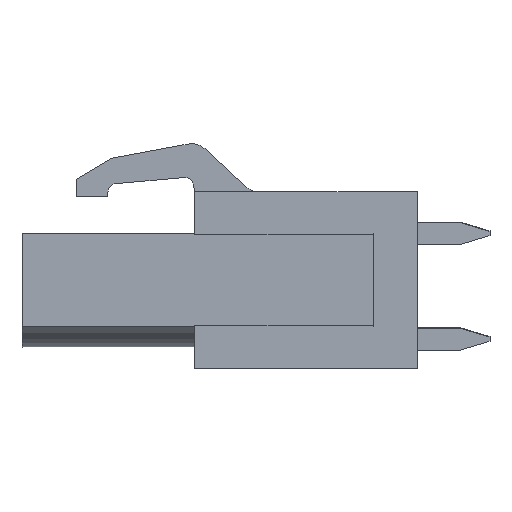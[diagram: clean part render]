
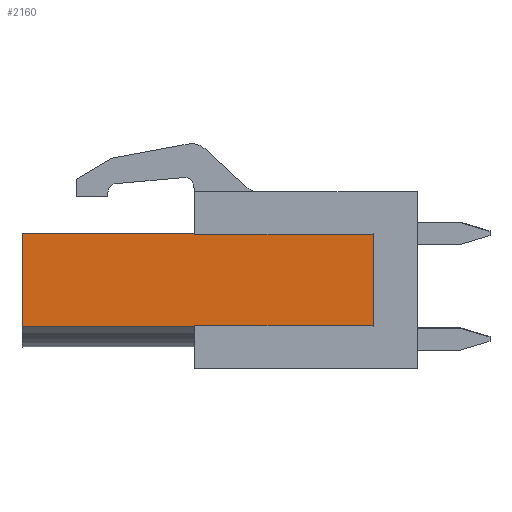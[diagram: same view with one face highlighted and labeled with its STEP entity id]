
A CAD part, front view. The second image highlights one B-rep face of the part: STEP entity #2160.
In plain terms, the highlighted planar face has unit normal (0, -1, 0).
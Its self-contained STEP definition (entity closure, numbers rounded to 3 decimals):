
#2160 = ADVANCED_FACE( '', ( #4446 ), #4447, .F. );
#4446 = FACE_OUTER_BOUND( '', #8311, .T. );
#4447 = PLANE( '', #8312 );
#8311 = EDGE_LOOP( '', ( #14322, #14323, #14324, #14325, #14326, #14327, #14328, #14329 ) );
#8312 = AXIS2_PLACEMENT_3D( '', #14330, #14331, #14332 );
#14322 = ORIENTED_EDGE( '', *, *, #16918, .F. );
#14323 = ORIENTED_EDGE( '', *, *, #17375, .T. );
#14324 = ORIENTED_EDGE( '', *, *, #15631, .F. );
#14325 = ORIENTED_EDGE( '', *, *, #16326, .F. );
#14326 = ORIENTED_EDGE( '', *, *, #16178, .T. );
#14327 = ORIENTED_EDGE( '', *, *, #15270, .T. );
#14328 = ORIENTED_EDGE( '', *, *, #15953, .F. );
#14329 = ORIENTED_EDGE( '', *, *, #15401, .T. );
#14330 = CARTESIAN_POINT( '', ( -1.2, 1., 4.25 ) );
#14331 = DIRECTION( '', ( 0., 1., 0. ) );
#14332 = DIRECTION( '', ( 0., 0., 1. ) );
#15270 = EDGE_CURVE( '', #17999, #17997, #18000, .T. );
#15401 = EDGE_CURVE( '', #18245, #18243, #18246, .T. );
#15631 = EDGE_CURVE( '', #18633, #18628, #18635, .T. );
#15953 = EDGE_CURVE( '', #18245, #17997, #19152, .T. );
#16178 = EDGE_CURVE( '', #19507, #17999, #19508, .T. );
#16326 = EDGE_CURVE( '', #19507, #18633, #19739, .T. );
#16918 = EDGE_CURVE( '', #20554, #18243, #20556, .T. );
#17375 = EDGE_CURVE( '', #20554, #18628, #21129, .T. );
#17997 = VERTEX_POINT( '', #21938 );
#17999 = VERTEX_POINT( '', #21941 );
#18000 = LINE( '', #21942, #21943 );
#18243 = VERTEX_POINT( '', #22276 );
#18245 = VERTEX_POINT( '', #22279 );
#18246 = LINE( '', #22280, #22281 );
#18628 = VERTEX_POINT( '', #22829 );
#18633 = VERTEX_POINT( '', #22836 );
#18635 = LINE( '', #22839, #22840 );
#19152 = LINE( '', #23580, #23581 );
#19507 = VERTEX_POINT( '', #24085 );
#19508 = LINE( '', #24086, #24087 );
#19739 = LINE( '', #24413, #24414 );
#20554 = VERTEX_POINT( '', #25611 );
#20556 = LINE( '', #25614, #25615 );
#21129 = LINE( '', #26432, #26433 );
#21938 = CARTESIAN_POINT( '', ( -1.2, 1., 2.25 ) );
#21941 = CARTESIAN_POINT( '', ( -1.2, 1., 2.65 ) );
#21942 = CARTESIAN_POINT( '', ( -1.2, 1., 2.65 ) );
#21943 = VECTOR( '', #26988, 1000. );
#22276 = CARTESIAN_POINT( '', ( -9.5, 1., -2.25 ) );
#22279 = CARTESIAN_POINT( '', ( -9.5, 1., 2.25 ) );
#22280 = CARTESIAN_POINT( '', ( -9.5, 1., 4.25 ) );
#22281 = VECTOR( '', #27173, 1000. );
#22829 = CARTESIAN_POINT( '', ( -1.2, 1., -2.65 ) );
#22836 = CARTESIAN_POINT( '', ( 7.4, 1., -2.65 ) );
#22839 = CARTESIAN_POINT( '', ( 7.4, 1., -2.65 ) );
#22840 = VECTOR( '', #27401, 1000. );
#23580 = CARTESIAN_POINT( '', ( -1.2, 1., 2.25 ) );
#23581 = VECTOR( '', #27715, 1000. );
#24085 = CARTESIAN_POINT( '', ( 7.4, 1., 2.65 ) );
#24086 = CARTESIAN_POINT( '', ( 7.4, 1., 2.65 ) );
#24087 = VECTOR( '', #27949, 1000. );
#24413 = CARTESIAN_POINT( '', ( 7.4, 1., 2.65 ) );
#24414 = VECTOR( '', #28096, 1000. );
#25611 = CARTESIAN_POINT( '', ( -1.2, 1., -2.25 ) );
#25614 = CARTESIAN_POINT( '', ( -1.2, 1., -2.25 ) );
#25615 = VECTOR( '', #28593, 1000. );
#26432 = CARTESIAN_POINT( '', ( -1.2, 1., 2.65 ) );
#26433 = VECTOR( '', #28951, 1000. );
#26988 = DIRECTION( '', ( 0., 0., -1. ) );
#27173 = DIRECTION( '', ( 0., 0., -1. ) );
#27401 = DIRECTION( '', ( -1., 0., 0. ) );
#27715 = DIRECTION( '', ( 1., 0., 0. ) );
#27949 = DIRECTION( '', ( -1., 0., 0. ) );
#28096 = DIRECTION( '', ( 0., 0., -1. ) );
#28593 = DIRECTION( '', ( -1., 0., 0. ) );
#28951 = DIRECTION( '', ( 0., 0., -1. ) );
